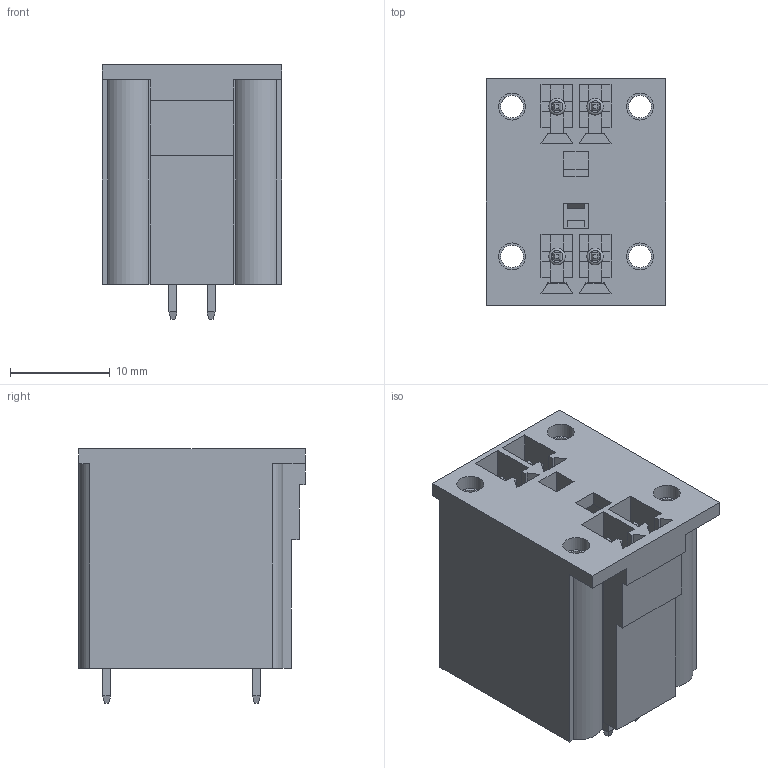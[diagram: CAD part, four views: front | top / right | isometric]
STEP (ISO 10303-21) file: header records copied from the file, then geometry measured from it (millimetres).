
FILE_DESCRIPTION( ( 'Unknown' ), '1' );
FILE_NAME( '691330300004.stp', 'Unknown', ( 'Unknown' ), ( 'Unknown' ), 'PSStep 14.0', 'Unknown', ' ' );
FILE_SCHEMA( ( 'AUTOMOTIVE_DESIGN { 1 0 10303 214 1 1 1 1 }' ) );
Length unit declared in the file: millimetre
Products named in the file (5): Assem1; 691329300004; 691329300004_CAPOT; 6913293000xx_PIN; 6913293000xx_INSERT
Assembly tree (10 placements, depth 2):
  Assem1
    691329300004
    691329300004_CAPOT
    6913293000xx_PIN  x4
    6913293000xx_INSERT  x4
Bounding box: 18.01 x 22.7 x 25.5 mm (x, y, z)
Volume: 3496 mm3; surface area: 8399.7 mm2
Topology: 10 solids, 10 shells, 450 faces, 1184 edges, 760 vertices
Faces by surface type: plane 422, cylinder 16, torus 12
Full cylindrical faces by diameter (mm): 1.68 x4, 2.25 x4, 2.7 x4
Entity records: 14872 total; most frequent: CARTESIAN_POINT 2300, ORIENTED_EDGE 2008, DIRECTION 1808, EDGE_CURVE 1004, LINE 948, VECTOR 948, VERTEX_POINT 658, AXIS2_PLACEMENT_3D 430
